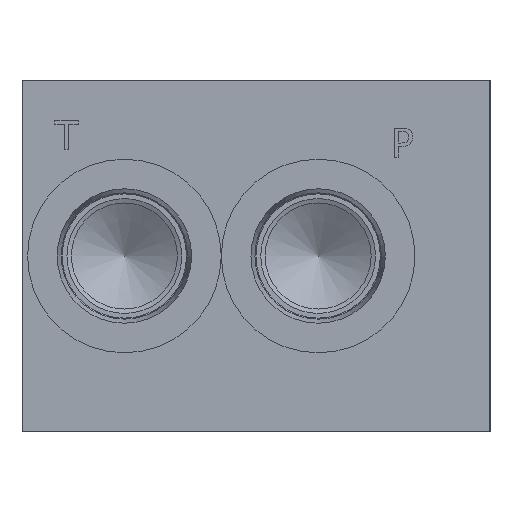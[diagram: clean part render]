
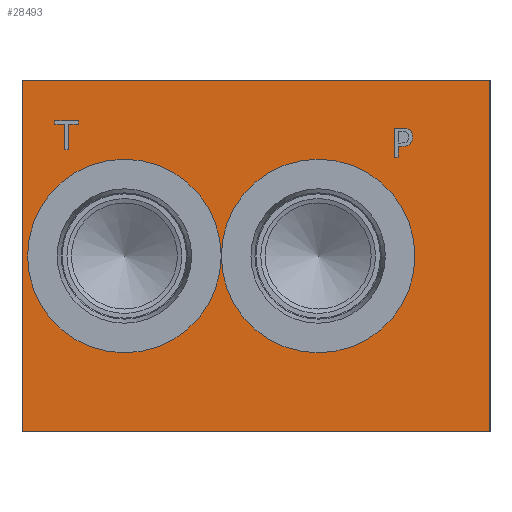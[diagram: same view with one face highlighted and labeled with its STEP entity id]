
A CAD part, left-side view. The second image highlights one B-rep face of the part: STEP entity #28493.
In plain terms, the highlighted planar face has unit normal (-1, 0, 0).
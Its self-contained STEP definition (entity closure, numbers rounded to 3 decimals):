
#422=CIRCLE('',#29697,21.019);
#423=CIRCLE('',#29698,21.019);
#424=CIRCLE('',#29699,21.019);
#425=CIRCLE('',#29700,21.019);
#1244=FACE_BOUND('',#4676,.T.);
#1245=FACE_BOUND('',#4677,.T.);
#1246=FACE_BOUND('',#4678,.T.);
#1247=FACE_BOUND('',#4679,.T.);
#1938=PLANE('',#29696);
#3038=FACE_OUTER_BOUND('',#4675,.T.);
#4675=EDGE_LOOP('',(#23220,#23221,#23222,#23223));
#4676=EDGE_LOOP('',(#23224,#23225));
#4677=EDGE_LOOP('',(#23226,#23227));
#4678=EDGE_LOOP('',(#23228,#23229,#23230,#23231,#23232,#23233,#23234,#23235));
#4679=EDGE_LOOP('',(#23236,#23237,#23238,#23239,#23240,#23241,#23242,#23243,
#23244));
#5515=LINE('',#37866,#7923);
#6014=LINE('',#41185,#8422);
#6813=LINE('',#45393,#9221);
#7215=LINE('',#47580,#9623);
#7218=LINE('',#47586,#9626);
#7221=LINE('',#47592,#9629);
#7224=LINE('',#47598,#9632);
#7227=LINE('',#47604,#9635);
#7231=LINE('',#47645,#9639);
#7232=LINE('',#47656,#9640);
#7233=LINE('',#47658,#9641);
#7234=LINE('',#47660,#9642);
#7235=LINE('',#47662,#9643);
#7236=LINE('',#47664,#9644);
#7237=LINE('',#47666,#9645);
#7238=LINE('',#47668,#9646);
#7239=LINE('',#47669,#9647);
#7923=VECTOR('',#31128,10.);
#8422=VECTOR('',#31821,10.);
#9221=VECTOR('',#33240,10.);
#9623=VECTOR('',#33974,10.);
#9626=VECTOR('',#33979,10.);
#9629=VECTOR('',#33984,10.);
#9632=VECTOR('',#33989,10.);
#9635=VECTOR('',#33994,10.);
#9639=VECTOR('',#34002,10.);
#9640=VECTOR('',#34011,10.);
#9641=VECTOR('',#34012,10.);
#9642=VECTOR('',#34013,10.);
#9643=VECTOR('',#34014,10.);
#9644=VECTOR('',#34015,10.);
#9645=VECTOR('',#34016,10.);
#9646=VECTOR('',#34017,10.);
#9647=VECTOR('',#34018,10.);
#11000=B_SPLINE_CURVE_WITH_KNOTS('',2,(#47547,#47548,#47549,#47550),
 .UNSPECIFIED.,.F.,.F.,(3,1,3),(0.,1.,2.),.UNSPECIFIED.);
#11002=B_SPLINE_CURVE_WITH_KNOTS('',2,(#47568,#47569,#47570,#47571),
 .UNSPECIFIED.,.F.,.F.,(3,1,3),(0.,1.,2.),.UNSPECIFIED.);
#11004=B_SPLINE_CURVE_WITH_KNOTS('',2,(#47617,#47618,#47619,#47620),
 .UNSPECIFIED.,.F.,.F.,(3,1,3),(0.,1.,2.),.UNSPECIFIED.);
#11006=B_SPLINE_CURVE_WITH_KNOTS('',2,(#47635,#47636,#47637,#47638),
 .UNSPECIFIED.,.F.,.F.,(3,1,3),(0.,1.,2.),.UNSPECIFIED.);
#11230=VERTEX_POINT('',#37862);
#11231=VERTEX_POINT('',#37864);
#11893=VERTEX_POINT('',#41182);
#11894=VERTEX_POINT('',#41184);
#12938=VERTEX_POINT('',#47545);
#12939=VERTEX_POINT('',#47546);
#12942=VERTEX_POINT('',#47567);
#12944=VERTEX_POINT('',#47579);
#12946=VERTEX_POINT('',#47585);
#12948=VERTEX_POINT('',#47591);
#12950=VERTEX_POINT('',#47597);
#12952=VERTEX_POINT('',#47603);
#12954=VERTEX_POINT('',#47616);
#12956=VERTEX_POINT('',#47646);
#12957=VERTEX_POINT('',#47647);
#12958=VERTEX_POINT('',#47650);
#12959=VERTEX_POINT('',#47651);
#12960=VERTEX_POINT('',#47654);
#12961=VERTEX_POINT('',#47655);
#12962=VERTEX_POINT('',#47657);
#12963=VERTEX_POINT('',#47659);
#12964=VERTEX_POINT('',#47661);
#12965=VERTEX_POINT('',#47663);
#12966=VERTEX_POINT('',#47665);
#12967=VERTEX_POINT('',#47667);
#14102=EDGE_CURVE('',#11230,#11231,#5515,.T.);
#14932=EDGE_CURVE('',#11893,#11894,#6014,.T.);
#16012=EDGE_CURVE('',#11893,#11230,#6813,.T.);
#16591=EDGE_CURVE('',#12938,#12939,#11000,.T.);
#16595=EDGE_CURVE('',#12942,#12938,#11002,.T.);
#16598=EDGE_CURVE('',#12944,#12942,#7215,.T.);
#16601=EDGE_CURVE('',#12946,#12944,#7218,.T.);
#16604=EDGE_CURVE('',#12948,#12946,#7221,.T.);
#16607=EDGE_CURVE('',#12950,#12948,#7224,.T.);
#16610=EDGE_CURVE('',#12952,#12950,#7227,.T.);
#16613=EDGE_CURVE('',#12954,#12952,#11004,.T.);
#16616=EDGE_CURVE('',#12939,#12954,#11006,.T.);
#16618=EDGE_CURVE('',#11894,#11231,#7231,.T.);
#16619=EDGE_CURVE('',#12956,#12957,#422,.T.);
#16620=EDGE_CURVE('',#12957,#12956,#423,.T.);
#16621=EDGE_CURVE('',#12958,#12959,#424,.T.);
#16622=EDGE_CURVE('',#12959,#12958,#425,.T.);
#16623=EDGE_CURVE('',#12960,#12961,#7232,.T.);
#16624=EDGE_CURVE('',#12961,#12962,#7233,.T.);
#16625=EDGE_CURVE('',#12962,#12963,#7234,.T.);
#16626=EDGE_CURVE('',#12963,#12964,#7235,.T.);
#16627=EDGE_CURVE('',#12964,#12965,#7236,.T.);
#16628=EDGE_CURVE('',#12965,#12966,#7237,.T.);
#16629=EDGE_CURVE('',#12966,#12967,#7238,.T.);
#16630=EDGE_CURVE('',#12967,#12960,#7239,.T.);
#23220=ORIENTED_EDGE('',*,*,#16012,.T.);
#23221=ORIENTED_EDGE('',*,*,#14102,.T.);
#23222=ORIENTED_EDGE('',*,*,#16618,.F.);
#23223=ORIENTED_EDGE('',*,*,#14932,.F.);
#23224=ORIENTED_EDGE('',*,*,#16619,.T.);
#23225=ORIENTED_EDGE('',*,*,#16620,.T.);
#23226=ORIENTED_EDGE('',*,*,#16621,.T.);
#23227=ORIENTED_EDGE('',*,*,#16622,.T.);
#23228=ORIENTED_EDGE('',*,*,#16623,.T.);
#23229=ORIENTED_EDGE('',*,*,#16624,.T.);
#23230=ORIENTED_EDGE('',*,*,#16625,.T.);
#23231=ORIENTED_EDGE('',*,*,#16626,.T.);
#23232=ORIENTED_EDGE('',*,*,#16627,.T.);
#23233=ORIENTED_EDGE('',*,*,#16628,.T.);
#23234=ORIENTED_EDGE('',*,*,#16629,.T.);
#23235=ORIENTED_EDGE('',*,*,#16630,.T.);
#23236=ORIENTED_EDGE('',*,*,#16591,.T.);
#23237=ORIENTED_EDGE('',*,*,#16616,.T.);
#23238=ORIENTED_EDGE('',*,*,#16613,.T.);
#23239=ORIENTED_EDGE('',*,*,#16610,.T.);
#23240=ORIENTED_EDGE('',*,*,#16607,.T.);
#23241=ORIENTED_EDGE('',*,*,#16604,.T.);
#23242=ORIENTED_EDGE('',*,*,#16601,.T.);
#23243=ORIENTED_EDGE('',*,*,#16598,.T.);
#23244=ORIENTED_EDGE('',*,*,#16595,.T.);
#28493=ADVANCED_FACE('',(#3038,#1244,#1245,#1246,#1247),#1938,.T.);
#29696=AXIS2_PLACEMENT_3D('',#47644,#34000,#34001);
#29697=AXIS2_PLACEMENT_3D('',#47648,#34003,#34004);
#29698=AXIS2_PLACEMENT_3D('',#47649,#34005,#34006);
#29699=AXIS2_PLACEMENT_3D('',#47652,#34007,#34008);
#29700=AXIS2_PLACEMENT_3D('',#47653,#34009,#34010);
#31128=DIRECTION('',(0.,0.,1.));
#31821=DIRECTION('',(0.,0.,1.));
#33240=DIRECTION('',(0.,-1.,0.));
#33974=DIRECTION('',(0.,-1.,0.));
#33979=DIRECTION('',(0.,0.,1.));
#33984=DIRECTION('',(0.,1.,0.));
#33989=DIRECTION('',(0.,0.,-1.));
#33994=DIRECTION('',(0.,1.,0.));
#34000=DIRECTION('center_axis',(-1.,0.,0.));
#34001=DIRECTION('ref_axis',(0.,-1.,0.));
#34002=DIRECTION('',(0.,-1.,0.));
#34003=DIRECTION('center_axis',(1.,0.,0.));
#34004=DIRECTION('ref_axis',(0.,0.,1.));
#34005=DIRECTION('center_axis',(1.,0.,0.));
#34006=DIRECTION('ref_axis',(0.,0.,1.));
#34007=DIRECTION('center_axis',(1.,0.,0.));
#34008=DIRECTION('ref_axis',(0.,0.,1.));
#34009=DIRECTION('center_axis',(1.,0.,0.));
#34010=DIRECTION('ref_axis',(0.,0.,1.));
#34011=DIRECTION('',(0.,1.,0.));
#34012=DIRECTION('',(0.,0.,1.));
#34013=DIRECTION('',(0.,1.,0.));
#34014=DIRECTION('',(0.,0.,1.));
#34015=DIRECTION('',(0.,-1.,0.));
#34016=DIRECTION('',(0.,0.,-1.));
#34017=DIRECTION('',(0.,1.,0.));
#34018=DIRECTION('',(0.,0.,-1.));
#37862=CARTESIAN_POINT('',(0.,0.,0.));
#37864=CARTESIAN_POINT('',(0.,0.,76.2));
#37866=CARTESIAN_POINT('',(0.,0.,0.));
#41182=CARTESIAN_POINT('',(0.,101.6,0.));
#41184=CARTESIAN_POINT('',(0.,101.6,76.2));
#41185=CARTESIAN_POINT('',(0.,101.6,0.));
#45393=CARTESIAN_POINT('',(0.,101.6,0.));
#47545=CARTESIAN_POINT('',(0.,17.531,65.485));
#47546=CARTESIAN_POINT('',(0.,16.774,63.967));
#47547=CARTESIAN_POINT('Ctrl Pts',(0.,17.531,65.485));
#47548=CARTESIAN_POINT('Ctrl Pts',(0.,17.176,65.243));
#47549=CARTESIAN_POINT('Ctrl Pts',(0.,16.774,64.497));
#47550=CARTESIAN_POINT('Ctrl Pts',(0.,16.774,63.967));
#47567=CARTESIAN_POINT('',(0.,19.193,65.881));
#47568=CARTESIAN_POINT('Ctrl Pts',(0.,19.193,65.881));
#47569=CARTESIAN_POINT('Ctrl Pts',(0.,18.627,65.881));
#47570=CARTESIAN_POINT('Ctrl Pts',(0.,17.834,65.696));
#47571=CARTESIAN_POINT('Ctrl Pts',(0.,17.531,65.485));
#47579=CARTESIAN_POINT('',(0.,20.788,65.881));
#47580=CARTESIAN_POINT('',(0.,61.194,65.881));
#47585=CARTESIAN_POINT('',(0.,20.788,59.531));
#47586=CARTESIAN_POINT('',(0.,20.788,29.766));
#47591=CARTESIAN_POINT('',(0.,19.944,59.531));
#47592=CARTESIAN_POINT('',(0.,60.772,59.531));
#47597=CARTESIAN_POINT('',(0.,19.944,61.898));
#47598=CARTESIAN_POINT('',(0.,19.944,30.949));
#47603=CARTESIAN_POINT('',(0.,19.229,61.898));
#47604=CARTESIAN_POINT('',(0.,60.414,61.898));
#47616=CARTESIAN_POINT('',(0.,17.33,62.557));
#47617=CARTESIAN_POINT('Ctrl Pts',(0.,17.33,62.557));
#47618=CARTESIAN_POINT('Ctrl Pts',(0.,17.659,62.233));
#47619=CARTESIAN_POINT('Ctrl Pts',(0.,18.55,61.898));
#47620=CARTESIAN_POINT('Ctrl Pts',(0.,19.229,61.898));
#47635=CARTESIAN_POINT('Ctrl Pts',(0.,16.774,63.967));
#47636=CARTESIAN_POINT('Ctrl Pts',(0.,16.774,63.555));
#47637=CARTESIAN_POINT('Ctrl Pts',(0.,17.068,62.814));
#47638=CARTESIAN_POINT('Ctrl Pts',(0.,17.33,62.557));
#47644=CARTESIAN_POINT('Origin',(0.,101.6,0.));
#47645=CARTESIAN_POINT('',(0.,101.6,76.2));
#47646=CARTESIAN_POINT('',(0.,79.375,59.119));
#47647=CARTESIAN_POINT('',(0.,79.375,17.082));
#47648=CARTESIAN_POINT('Origin',(0.,79.375,38.1));
#47649=CARTESIAN_POINT('Origin',(0.,79.375,38.1));
#47650=CARTESIAN_POINT('',(0.,37.313,59.119));
#47651=CARTESIAN_POINT('',(0.,37.313,17.082));
#47652=CARTESIAN_POINT('Origin',(0.,37.313,38.1));
#47653=CARTESIAN_POINT('Origin',(0.,37.313,38.1));
#47654=CARTESIAN_POINT('',(0.,91.487,61.119));
#47655=CARTESIAN_POINT('',(0.,92.331,61.119));
#47656=CARTESIAN_POINT('',(0.,96.544,61.119));
#47657=CARTESIAN_POINT('',(0.,92.331,66.717));
#47658=CARTESIAN_POINT('',(0.,92.331,30.559));
#47659=CARTESIAN_POINT('',(0.,94.461,66.717));
#47660=CARTESIAN_POINT('',(0.,96.966,66.717));
#47661=CARTESIAN_POINT('',(0.,94.461,67.469));
#47662=CARTESIAN_POINT('',(0.,94.461,33.359));
#47663=CARTESIAN_POINT('',(0.,89.357,67.469));
#47664=CARTESIAN_POINT('',(0.,98.031,67.469));
#47665=CARTESIAN_POINT('',(0.,89.357,66.717));
#47666=CARTESIAN_POINT('',(0.,89.357,33.734));
#47667=CARTESIAN_POINT('',(0.,91.487,66.717));
#47668=CARTESIAN_POINT('',(0.,95.478,66.717));
#47669=CARTESIAN_POINT('',(0.,91.487,33.359));
